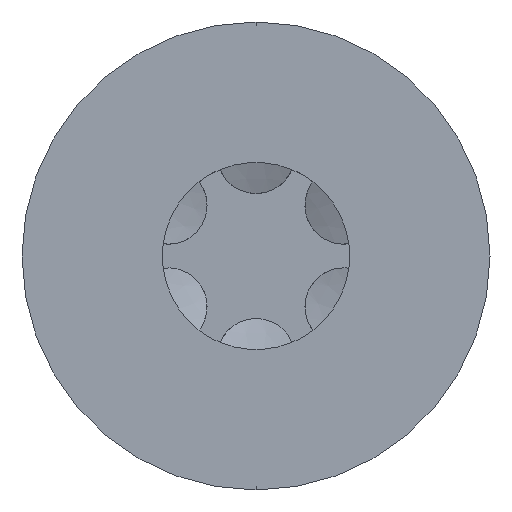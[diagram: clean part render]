
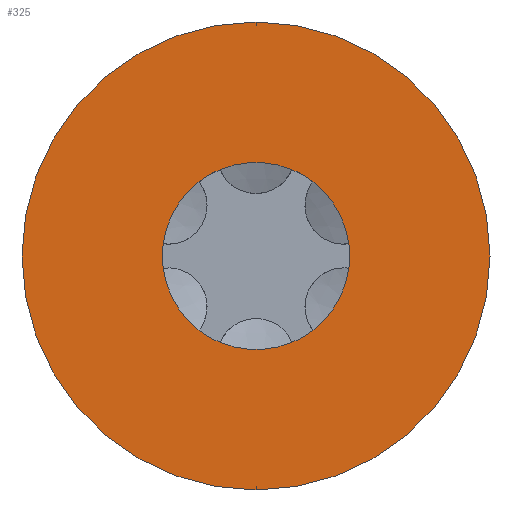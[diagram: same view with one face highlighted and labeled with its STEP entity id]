
A CAD part, top view. The second image highlights one B-rep face of the part: STEP entity #325.
In plain terms, the highlighted planar face has unit normal (0, 0, 1).
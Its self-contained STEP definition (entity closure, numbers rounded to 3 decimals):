
#37 = AXIS2_PLACEMENT_3D ( 'NONE', #1314, #1668, #1623 ) ;
#54 = DIRECTION ( 'NONE',  ( 0., -1., 0. ) ) ;
#98 = DIRECTION ( 'NONE',  ( 0., 0., 1. ) ) ;
#100 = DIRECTION ( 'NONE',  ( 0., 0., 1. ) ) ;
#132 = ORIENTED_EDGE ( 'NONE', *, *, #2682, .F. ) ;
#139 = DIRECTION ( 'NONE',  ( 1., 0., 0. ) ) ;
#256 = ORIENTED_EDGE ( 'NONE', *, *, #1889, .F. ) ;
#264 = AXIS2_PLACEMENT_3D ( 'NONE', #4209, #2529, #2922 ) ;
#271 = VERTEX_POINT ( 'NONE', #772 ) ;
#309 = CIRCLE ( 'NONE', #4204, 1.1 ) ;
#325 = ADVANCED_FACE ( 'NONE', ( #3195, #3449 ), #419, .F. ) ;
#337 = EDGE_CURVE ( 'NONE', #4155, #3834, #1064, .T. ) ;
#386 = DIRECTION ( 'NONE',  ( 1., 0., 0. ) ) ;
#419 = PLANE ( 'NONE',  #1201 ) ;
#493 = CARTESIAN_POINT ( 'NONE',  ( 0., 2.75, 6. ) ) ;
#545 = EDGE_CURVE ( 'NONE', #271, #4176, #1709, .T. ) ;
#568 = ORIENTED_EDGE ( 'NONE', *, *, #545, .F. ) ;
#596 = DIRECTION ( 'NONE',  ( 0., 0., 1. ) ) ;
#615 = VERTEX_POINT ( 'NONE', #2347 ) ;
#673 = ORIENTED_EDGE ( 'NONE', *, *, #1318, .F. ) ;
#688 = CARTESIAN_POINT ( 'NONE',  ( -0.421, 1.016, 6. ) ) ;
#725 = CARTESIAN_POINT ( 'NONE',  ( 0., -2.75, 6. ) ) ;
#732 = CIRCLE ( 'NONE', #871, 2.75 ) ;
#772 = CARTESIAN_POINT ( 'NONE',  ( -0.67, 0.873, 6. ) ) ;
#791 = DIRECTION ( 'NONE',  ( 0., 0., 1. ) ) ;
#806 = CARTESIAN_POINT ( 'NONE',  ( 0., 0., 6. ) ) ;
#842 = VERTEX_POINT ( 'NONE', #2711 ) ;
#871 = AXIS2_PLACEMENT_3D ( 'NONE', #4135, #2072, #54 ) ;
#991 = CARTESIAN_POINT ( 'NONE',  ( 0., 0., 6. ) ) ;
#1024 = DIRECTION ( 'NONE',  ( 0.5, -0.866, 0. ) ) ;
#1050 = CIRCLE ( 'NONE', #1408, 1.1 ) ;
#1064 = CIRCLE ( 'NONE', #2783, 1.1 ) ;
#1094 = ORIENTED_EDGE ( 'NONE', *, *, #2087, .F. ) ;
#1104 = CIRCLE ( 'NONE', #3823, 1.1 ) ;
#1110 = CARTESIAN_POINT ( 'NONE',  ( 0., 0., 6. ) ) ;
#1118 = EDGE_CURVE ( 'NONE', #2598, #2889, #2609, .T. ) ;
#1167 = DIRECTION ( 'NONE',  ( 0., -1., 0. ) ) ;
#1201 = AXIS2_PLACEMENT_3D ( 'NONE', #3447, #3758, #1410 ) ;
#1267 = AXIS2_PLACEMENT_3D ( 'NONE', #3265, #3254, #2601 ) ;
#1278 = CIRCLE ( 'NONE', #3523, 2.75 ) ;
#1314 = CARTESIAN_POINT ( 'NONE',  ( 0., 0., 6. ) ) ;
#1318 = EDGE_CURVE ( 'NONE', #615, #4274, #1761, .T. ) ;
#1321 = CIRCLE ( 'NONE', #1588, 1.1 ) ;
#1371 = ORIENTED_EDGE ( 'NONE', *, *, #1965, .F. ) ;
#1408 = AXIS2_PLACEMENT_3D ( 'NONE', #2877, #3258, #3226 ) ;
#1410 = DIRECTION ( 'NONE',  ( 0., 1., 0. ) ) ;
#1438 = CIRCLE ( 'NONE', #3224, 1.1 ) ;
#1454 = EDGE_CURVE ( 'NONE', #3848, #3839, #309, .T. ) ;
#1460 = CARTESIAN_POINT ( 'NONE',  ( 0., 0., 6. ) ) ;
#1468 = CARTESIAN_POINT ( 'NONE',  ( 1.091, -0.144, 6. ) ) ;
#1487 = VERTEX_POINT ( 'NONE', #493 ) ;
#1588 = AXIS2_PLACEMENT_3D ( 'NONE', #991, #3365, #1024 ) ;
#1618 = DIRECTION ( 'NONE',  ( 1., 0., 0. ) ) ;
#1623 = DIRECTION ( 'NONE',  ( 1., 0., 0. ) ) ;
#1648 = ORIENTED_EDGE ( 'NONE', *, *, #3700, .F. ) ;
#1668 = DIRECTION ( 'NONE',  ( 0., 0., 1. ) ) ;
#1677 = CARTESIAN_POINT ( 'NONE',  ( -0.421, -1.016, 6. ) ) ;
#1709 = CIRCLE ( 'NONE', #37, 1.1 ) ;
#1760 = DIRECTION ( 'NONE',  ( -0.5, -0.866, 0. ) ) ;
#1761 = CIRCLE ( 'NONE', #2637, 1.1 ) ;
#1804 = CIRCLE ( 'NONE', #2482, 1.1 ) ;
#1828 = CARTESIAN_POINT ( 'NONE',  ( 0., 0., 6. ) ) ;
#1858 = EDGE_LOOP ( 'NONE', ( #4092, #1648, #3198, #2743, #256, #673, #1094, #2384, #1371, #4043, #568, #132, #1952 ) ) ;
#1886 = CARTESIAN_POINT ( 'NONE',  ( 0.421, 1.016, 6. ) ) ;
#1889 = EDGE_CURVE ( 'NONE', #4274, #2987, #1438, .T. ) ;
#1952 = ORIENTED_EDGE ( 'NONE', *, *, #337, .F. ) ;
#1965 = EDGE_CURVE ( 'NONE', #2940, #2598, #2553, .T. ) ;
#2059 = EDGE_CURVE ( 'NONE', #1487, #3435, #732, .T. ) ;
#2064 = EDGE_LOOP ( 'NONE', ( #2773, #2176 ) ) ;
#2071 = EDGE_CURVE ( 'NONE', #3435, #1487, #1278, .T. ) ;
#2072 = DIRECTION ( 'NONE',  ( 0., 0., 1. ) ) ;
#2087 = EDGE_CURVE ( 'NONE', #2889, #615, #2186, .T. ) ;
#2098 = CARTESIAN_POINT ( 'NONE',  ( 0., 0., 6. ) ) ;
#2176 = ORIENTED_EDGE ( 'NONE', *, *, #2059, .T. ) ;
#2186 = CIRCLE ( 'NONE', #3661, 1.1 ) ;
#2194 = CARTESIAN_POINT ( 'NONE',  ( 0., 0., 6. ) ) ;
#2209 = CARTESIAN_POINT ( 'NONE',  ( 0., 0., 6. ) ) ;
#2219 = CARTESIAN_POINT ( 'NONE',  ( -1.091, 0.144, 6. ) ) ;
#2241 = DIRECTION ( 'NONE',  ( 0.5, -0.866, 0. ) ) ;
#2333 = AXIS2_PLACEMENT_3D ( 'NONE', #1828, #100, #3135 ) ;
#2347 = CARTESIAN_POINT ( 'NONE',  ( 0.421, -1.016, 6. ) ) ;
#2365 = CARTESIAN_POINT ( 'NONE',  ( 1.091, 0.144, 6. ) ) ;
#2384 = ORIENTED_EDGE ( 'NONE', *, *, #1118, .F. ) ;
#2435 = EDGE_CURVE ( 'NONE', #2987, #3848, #1321, .T. ) ;
#2482 = AXIS2_PLACEMENT_3D ( 'NONE', #1460, #791, #4124 ) ;
#2529 = DIRECTION ( 'NONE',  ( 0., 0., 1. ) ) ;
#2536 = CARTESIAN_POINT ( 'NONE',  ( 0.67, -0.873, 6. ) ) ;
#2553 = CIRCLE ( 'NONE', #1267, 1.1 ) ;
#2598 = VERTEX_POINT ( 'NONE', #2856 ) ;
#2601 = DIRECTION ( 'NONE',  ( 1., 0., 0. ) ) ;
#2609 = CIRCLE ( 'NONE', #2333, 1.1 ) ;
#2618 = CARTESIAN_POINT ( 'NONE',  ( 0., 0., 6. ) ) ;
#2626 = EDGE_CURVE ( 'NONE', #4176, #2940, #3121, .T. ) ;
#2637 = AXIS2_PLACEMENT_3D ( 'NONE', #3452, #3433, #1760 ) ;
#2682 = EDGE_CURVE ( 'NONE', #3834, #271, #1050, .T. ) ;
#2711 = CARTESIAN_POINT ( 'NONE',  ( 0.67, 0.873, 6. ) ) ;
#2743 = ORIENTED_EDGE ( 'NONE', *, *, #2435, .F. ) ;
#2773 = ORIENTED_EDGE ( 'NONE', *, *, #2071, .T. ) ;
#2783 = AXIS2_PLACEMENT_3D ( 'NONE', #1110, #3141, #386 ) ;
#2856 = CARTESIAN_POINT ( 'NONE',  ( -0.67, -0.873, 6. ) ) ;
#2877 = CARTESIAN_POINT ( 'NONE',  ( 0., 0., 6. ) ) ;
#2889 = VERTEX_POINT ( 'NONE', #1677 ) ;
#2890 = DIRECTION ( 'NONE',  ( 1., 0., 0. ) ) ;
#2922 = DIRECTION ( 'NONE',  ( -0.5, 0.866, 0. ) ) ;
#2940 = VERTEX_POINT ( 'NONE', #3355 ) ;
#2987 = VERTEX_POINT ( 'NONE', #1468 ) ;
#3121 = CIRCLE ( 'NONE', #264, 1.1 ) ;
#3135 = DIRECTION ( 'NONE',  ( -1., 0., 0. ) ) ;
#3141 = DIRECTION ( 'NONE',  ( 0., 0., 1. ) ) ;
#3195 = FACE_BOUND ( 'NONE', #1858, .T. ) ;
#3198 = ORIENTED_EDGE ( 'NONE', *, *, #1454, .F. ) ;
#3224 = AXIS2_PLACEMENT_3D ( 'NONE', #2209, #4201, #139 ) ;
#3226 = DIRECTION ( 'NONE',  ( 1., 0., 0. ) ) ;
#3254 = DIRECTION ( 'NONE',  ( 0., 0., 1. ) ) ;
#3258 = DIRECTION ( 'NONE',  ( 0., 0., 1. ) ) ;
#3265 = CARTESIAN_POINT ( 'NONE',  ( 0., 0., 6. ) ) ;
#3355 = CARTESIAN_POINT ( 'NONE',  ( -1.091, -0.144, 6. ) ) ;
#3365 = DIRECTION ( 'NONE',  ( 0., 0., 1. ) ) ;
#3433 = DIRECTION ( 'NONE',  ( 0., 0., 1. ) ) ;
#3435 = VERTEX_POINT ( 'NONE', #725 ) ;
#3441 = EDGE_CURVE ( 'NONE', #842, #4155, #1804, .T. ) ;
#3447 = CARTESIAN_POINT ( 'NONE',  ( 0., 2.75, 6. ) ) ;
#3449 = FACE_OUTER_BOUND ( 'NONE', #2064, .T. ) ;
#3452 = CARTESIAN_POINT ( 'NONE',  ( 0., 0., 6. ) ) ;
#3523 = AXIS2_PLACEMENT_3D ( 'NONE', #2098, #4163, #1167 ) ;
#3661 = AXIS2_PLACEMENT_3D ( 'NONE', #806, #98, #2890 ) ;
#3688 = CARTESIAN_POINT ( 'NONE',  ( 1.1, 0., 6. ) ) ;
#3700 = EDGE_CURVE ( 'NONE', #3839, #842, #1104, .T. ) ;
#3758 = DIRECTION ( 'NONE',  ( 0., 0., -1. ) ) ;
#3823 = AXIS2_PLACEMENT_3D ( 'NONE', #2618, #596, #1618 ) ;
#3834 = VERTEX_POINT ( 'NONE', #688 ) ;
#3838 = DIRECTION ( 'NONE',  ( 0., 0., 1. ) ) ;
#3839 = VERTEX_POINT ( 'NONE', #2365 ) ;
#3848 = VERTEX_POINT ( 'NONE', #3688 ) ;
#4043 = ORIENTED_EDGE ( 'NONE', *, *, #2626, .F. ) ;
#4092 = ORIENTED_EDGE ( 'NONE', *, *, #3441, .F. ) ;
#4124 = DIRECTION ( 'NONE',  ( 1., 0., 0. ) ) ;
#4135 = CARTESIAN_POINT ( 'NONE',  ( 0., 0., 6. ) ) ;
#4155 = VERTEX_POINT ( 'NONE', #1886 ) ;
#4163 = DIRECTION ( 'NONE',  ( 0., 0., 1. ) ) ;
#4176 = VERTEX_POINT ( 'NONE', #2219 ) ;
#4201 = DIRECTION ( 'NONE',  ( 0., 0., 1. ) ) ;
#4204 = AXIS2_PLACEMENT_3D ( 'NONE', #2194, #3838, #2241 ) ;
#4209 = CARTESIAN_POINT ( 'NONE',  ( 0., 0., 6. ) ) ;
#4274 = VERTEX_POINT ( 'NONE', #2536 ) ;
